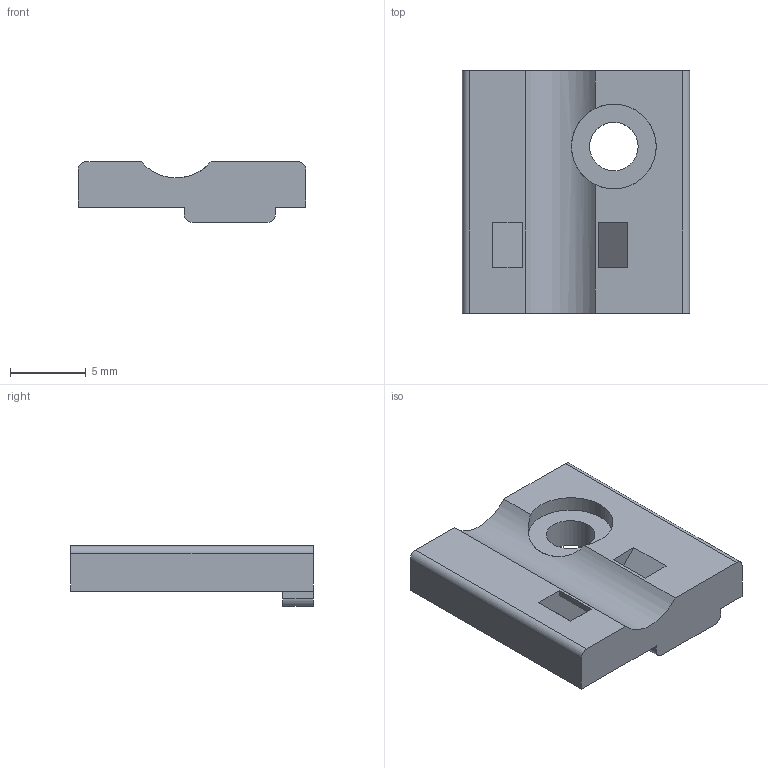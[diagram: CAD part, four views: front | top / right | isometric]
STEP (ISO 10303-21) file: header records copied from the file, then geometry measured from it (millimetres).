
FILE_DESCRIPTION(/* description */ (''),/* implementation_level */ '2;1');
FILE_NAME(/* name */ 'cable_tab_2020_extrusion.step',/* time_stamp */ '2021-07-10T11:27:19-07:00',/* author */ (''),/* organization */ (''),/* preprocessor_version */ 'ST-DEVELOPER v18.1',/* originating_system */ 'Autodesk Translation Framework v10.9.0.1377',/* authorisation */ '');
FILE_SCHEMA (('AUTOMOTIVE_DESIGN { 1 0 10303 214 3 1 1 }'));
Length unit declared in the file: millimetre
Products named in the file (1): 2020 Cable Tab
Bounding box: 15 x 16 x 4 mm (x, y, z)
Volume: 606 mm3; surface area: 736.9 mm2
Topology: 1 solids, 1 shells, 30 faces, 87 edges, 58 vertices
Faces by surface type: plane 23, cylinder 7
Full cylindrical faces by diameter (mm): 3.2 x1, 5.6 x1
Entity records: 1050 total; most frequent: CARTESIAN_POINT 197, ORIENTED_EDGE 174, DIRECTION 163, EDGE_CURVE 87, LINE 71, VECTOR 71, VERTEX_POINT 58, AXIS2_PLACEMENT_3D 46
